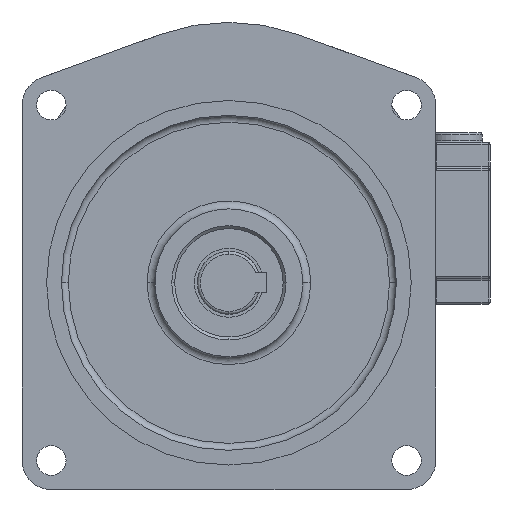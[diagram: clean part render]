
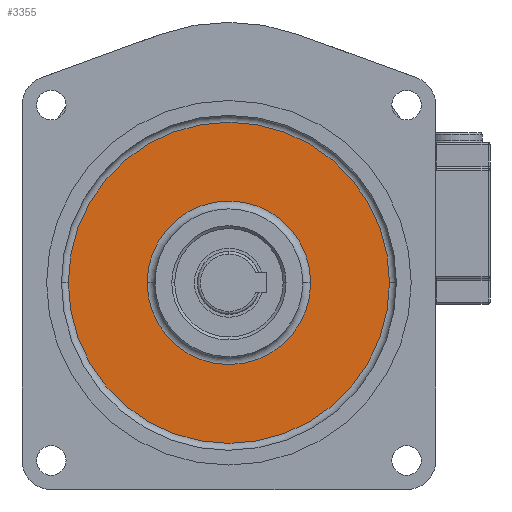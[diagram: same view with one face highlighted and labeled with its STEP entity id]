
A CAD part, front view. The second image highlights one B-rep face of the part: STEP entity #3355.
In plain terms, the highlighted planar face has unit normal (0, -1, 0).
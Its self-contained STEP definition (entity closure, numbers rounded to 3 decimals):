
#669 = VERTEX_POINT ( 'NONE', #16937 ) ;
#1127 = CIRCLE ( 'NONE', #21134, 41.5 ) ;
#2699 = DIRECTION ( 'NONE',  ( 1., 0., 0.013 ) ) ;
#3355 = ADVANCED_FACE ( 'NONE', ( #48214, #13845 ), #31177, .T. ) ;
#3822 = AXIS2_PLACEMENT_3D ( 'NONE', #29269, #13069, #46854 ) ;
#7921 = VERTEX_POINT ( 'NONE', #23796 ) ;
#9589 = EDGE_CURVE ( 'NONE', #7921, #48447, #22490, .T. ) ;
#9863 = CARTESIAN_POINT ( 'NONE',  ( 0., -8., -30.2 ) ) ;
#13069 = DIRECTION ( 'NONE',  ( 0., -1., 0. ) ) ;
#13845 = FACE_BOUND ( 'NONE', #55591, .T. ) ;
#15206 = ORIENTED_EDGE ( 'NONE', *, *, #38660, .F. ) ;
#16343 = CARTESIAN_POINT ( 'NONE',  ( 0., -8., -30.2 ) ) ;
#16937 = CARTESIAN_POINT ( 'NONE',  ( -41.5, -8., -30.177 ) ) ;
#19754 = DIRECTION ( 'NONE',  ( 0., -1., 0. ) ) ;
#19965 = AXIS2_PLACEMENT_3D ( 'NONE', #9863, #22964, #56202 ) ;
#20346 = VERTEX_POINT ( 'NONE', #20460 ) ;
#20395 = DIRECTION ( 'NONE',  ( 1., 0., -0.006 ) ) ;
#20460 = CARTESIAN_POINT ( 'NONE',  ( 41.5, -8., -30.223 ) ) ;
#21134 = AXIS2_PLACEMENT_3D ( 'NONE', #16343, #19754, #2699 ) ;
#21816 = DIRECTION ( 'NONE',  ( 0., 0., -1. ) ) ;
#22490 = CIRCLE ( 'NONE', #47858, 81.5 ) ;
#22964 = DIRECTION ( 'NONE',  ( 0., -1., 0. ) ) ;
#23796 = CARTESIAN_POINT ( 'NONE',  ( -81.5, -8., -30.2 ) ) ;
#26280 = CARTESIAN_POINT ( 'NONE',  ( 81.5, -8., -30.2 ) ) ;
#26798 = ORIENTED_EDGE ( 'NONE', *, *, #30986, .T. ) ;
#29269 = CARTESIAN_POINT ( 'NONE',  ( 0., -8., -30.2 ) ) ;
#30986 = EDGE_CURVE ( 'NONE', #48447, #7921, #52826, .T. ) ;
#31177 = PLANE ( 'NONE',  #49656 ) ;
#33447 = EDGE_LOOP ( 'NONE', ( #26798, #47562 ) ) ;
#38660 = EDGE_CURVE ( 'NONE', #669, #20346, #44475, .T. ) ;
#43117 = CARTESIAN_POINT ( 'NONE',  ( 0., -8., -30.2 ) ) ;
#43953 = CARTESIAN_POINT ( 'NONE',  ( 0., -8., 0. ) ) ;
#44225 = DIRECTION ( 'NONE',  ( 0., -1., 0. ) ) ;
#44475 = CIRCLE ( 'NONE', #19965, 41.5 ) ;
#46239 = DIRECTION ( 'NONE',  ( 0., -1., 0. ) ) ;
#46854 = DIRECTION ( 'NONE',  ( -1., 0., 0.006 ) ) ;
#47562 = ORIENTED_EDGE ( 'NONE', *, *, #9589, .T. ) ;
#47858 = AXIS2_PLACEMENT_3D ( 'NONE', #43117, #46239, #20395 ) ;
#48214 = FACE_OUTER_BOUND ( 'NONE', #33447, .T. ) ;
#48347 = EDGE_CURVE ( 'NONE', #20346, #669, #1127, .T. ) ;
#48447 = VERTEX_POINT ( 'NONE', #26280 ) ;
#49656 = AXIS2_PLACEMENT_3D ( 'NONE', #43953, #44225, #21816 ) ;
#50690 = ORIENTED_EDGE ( 'NONE', *, *, #48347, .F. ) ;
#52826 = CIRCLE ( 'NONE', #3822, 81.5 ) ;
#55591 = EDGE_LOOP ( 'NONE', ( #15206, #50690 ) ) ;
#56202 = DIRECTION ( 'NONE',  ( -1., 0., -0.013 ) ) ;
